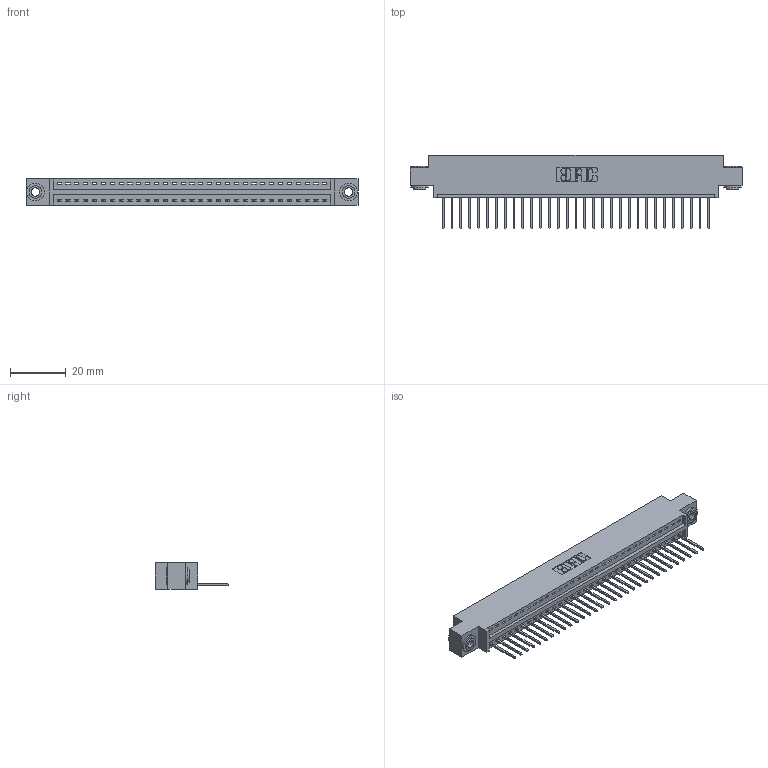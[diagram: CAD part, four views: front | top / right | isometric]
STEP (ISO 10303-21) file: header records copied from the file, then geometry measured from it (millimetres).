
FILE_DESCRIPTION (( 'STEP AP203' ), '1' );
FILE_NAME ('346-031-522-603.STEP', '2022-05-06T16:50:35', ( '' ), ( '' ), 'SwSTEP 2.0', 'SolidWorks 2020', '' );
FILE_SCHEMA (( 'CONFIG_CONTROL_DESIGN' ));
Length unit declared in the file: inch
Products named in the file (4): 346 Part_0.170 Offset - 0.156 Dia-TH; 345-292-001_345-293-122; 345-250-002_345-250-002-102; 346-031-522-603
Assembly tree (34 placements, depth 2):
  346-031-522-603
    346 Part_0.170 Offset - 0.156 Dia-TH
    345-292-001_345-293-122  x31
    345-250-002_345-250-002-102  x2
Bounding box: 119 x 26.42 x 9.4 mm (x, y, z)
Volume: 11165.6 mm3; surface area: 14362.8 mm2
Topology: 34 solids, 34 shells, 1976 faces, 5909 edges, 3894 vertices
Faces by surface type: plane 1344, cylinder 624, cone 8
Entity records: 21936 total; most frequent: CARTESIAN_POINT 3746, ORIENTED_EDGE 3702, DIRECTION 3347, EDGE_CURVE 1851, VECTOR 1571, LINE 1571, VERTEX_POINT 1230, AXIS2_PLACEMENT_3D 888
